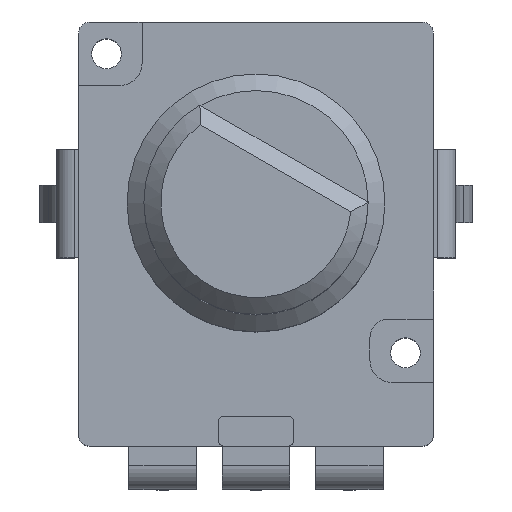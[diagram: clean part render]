
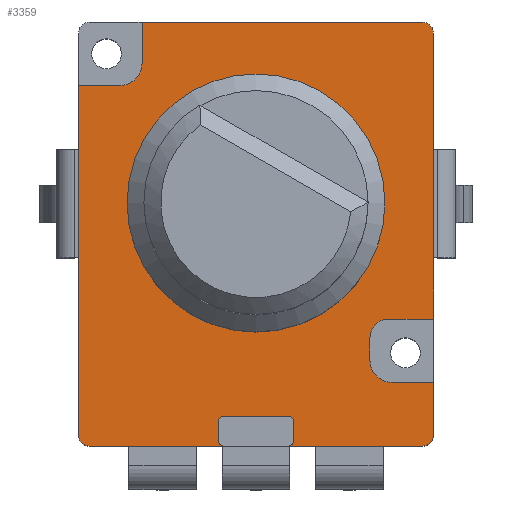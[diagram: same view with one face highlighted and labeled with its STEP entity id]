
A CAD part, top view. The second image highlights one B-rep face of the part: STEP entity #3359.
In plain terms, the highlighted planar face has unit normal (0, 0, 1).
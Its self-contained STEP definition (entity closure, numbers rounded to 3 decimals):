
#31=FACE_BOUND('',#438,.T.);
#56=PLANE('',#3588);
#251=FACE_OUTER_BOUND('',#437,.T.);
#437=EDGE_LOOP('',(#2447,#2448,#2449,#2450,#2451,#2452,#2453,#2454,#2455,
#2456,#2457,#2458,#2459,#2460,#2461,#2462,#2463,#2464,#2465,#2466,#2467,
#2468,#2469,#2470));
#438=EDGE_LOOP('',(#2471));
#607=LINE('',#4833,#993);
#612=LINE('',#4847,#998);
#616=LINE('',#4859,#1002);
#624=LINE('',#4888,#1010);
#627=LINE('',#4894,#1013);
#634=LINE('',#4917,#1020);
#638=LINE('',#4929,#1024);
#641=LINE('',#4935,#1027);
#647=LINE('',#4951,#1033);
#650=LINE('',#4957,#1036);
#654=LINE('',#4964,#1040);
#657=LINE('',#4978,#1043);
#658=LINE('',#4981,#1044);
#659=LINE('',#4984,#1045);
#993=VECTOR('',#3852,10.);
#998=VECTOR('',#3865,10.);
#1002=VECTOR('',#3877,10.);
#1010=VECTOR('',#3907,10.);
#1013=VECTOR('',#3912,10.);
#1020=VECTOR('',#3933,10.);
#1024=VECTOR('',#3945,10.);
#1027=VECTOR('',#3950,10.);
#1033=VECTOR('',#3966,10.);
#1036=VECTOR('',#3971,10.);
#1040=VECTOR('',#3975,10.);
#1043=VECTOR('',#3994,10.);
#1044=VECTOR('',#3997,10.);
#1045=VECTOR('',#4000,10.);
#1379=CIRCLE('',#3540,3.45);
#1380=CIRCLE('',#3544,0.15);
#1382=CIRCLE('',#3548,0.15);
#1384=CIRCLE('',#3552,0.15);
#1386=CIRCLE('',#3555,0.15);
#1388=CIRCLE('',#3559,0.6);
#1392=CIRCLE('',#3567,0.5);
#1394=CIRCLE('',#3571,0.6);
#1401=CIRCLE('',#3587,0.3);
#1402=CIRCLE('',#3589,0.3);
#1403=CIRCLE('',#3590,0.3);
#1493=VERTEX_POINT('',#4826);
#1494=VERTEX_POINT('',#4831);
#1495=VERTEX_POINT('',#4832);
#1498=VERTEX_POINT('',#4840);
#1500=VERTEX_POINT('',#4846);
#1502=VERTEX_POINT('',#4852);
#1504=VERTEX_POINT('',#4858);
#1506=VERTEX_POINT('',#4864);
#1508=VERTEX_POINT('',#4870);
#1510=VERTEX_POINT('',#4878);
#1511=VERTEX_POINT('',#4879);
#1514=VERTEX_POINT('',#4887);
#1516=VERTEX_POINT('',#4893);
#1521=VERTEX_POINT('',#4907);
#1522=VERTEX_POINT('',#4908);
#1525=VERTEX_POINT('',#4916);
#1527=VERTEX_POINT('',#4922);
#1529=VERTEX_POINT('',#4928);
#1531=VERTEX_POINT('',#4934);
#1536=VERTEX_POINT('',#4950);
#1538=VERTEX_POINT('',#4956);
#1541=VERTEX_POINT('',#4962);
#1544=VERTEX_POINT('',#4977);
#1545=VERTEX_POINT('',#4980);
#1546=VERTEX_POINT('',#4982);
#1828=EDGE_CURVE('',#1493,#1493,#1379,.T.);
#1829=EDGE_CURVE('',#1494,#1495,#607,.T.);
#1833=EDGE_CURVE('',#1495,#1498,#1380,.T.);
#1836=EDGE_CURVE('',#1498,#1500,#612,.T.);
#1839=EDGE_CURVE('',#1500,#1502,#1382,.T.);
#1842=EDGE_CURVE('',#1502,#1504,#616,.T.);
#1845=EDGE_CURVE('',#1504,#1506,#1384,.T.);
#1848=EDGE_CURVE('',#1508,#1494,#1386,.T.);
#1852=EDGE_CURVE('',#1510,#1511,#1388,.T.);
#1856=EDGE_CURVE('',#1514,#1510,#624,.T.);
#1859=EDGE_CURVE('',#1511,#1516,#627,.T.);
#1866=EDGE_CURVE('',#1521,#1522,#1392,.T.);
#1870=EDGE_CURVE('',#1525,#1521,#634,.T.);
#1873=EDGE_CURVE('',#1527,#1525,#1394,.T.);
#1876=EDGE_CURVE('',#1529,#1527,#638,.T.);
#1879=EDGE_CURVE('',#1522,#1531,#641,.T.);
#1887=EDGE_CURVE('',#1536,#1514,#647,.T.);
#1890=EDGE_CURVE('',#1538,#1529,#650,.T.);
#1894=EDGE_CURVE('',#1531,#1541,#654,.T.);
#1900=EDGE_CURVE('',#1536,#1541,#1401,.T.);
#1901=EDGE_CURVE('',#1506,#1544,#657,.T.);
#1902=EDGE_CURVE('',#1538,#1544,#1402,.T.);
#1903=EDGE_CURVE('',#1516,#1545,#658,.T.);
#1904=EDGE_CURVE('',#1546,#1545,#1403,.T.);
#1905=EDGE_CURVE('',#1546,#1508,#659,.T.);
#2447=ORIENTED_EDGE('',*,*,#1845,.T.);
#2448=ORIENTED_EDGE('',*,*,#1901,.T.);
#2449=ORIENTED_EDGE('',*,*,#1902,.F.);
#2450=ORIENTED_EDGE('',*,*,#1890,.T.);
#2451=ORIENTED_EDGE('',*,*,#1876,.T.);
#2452=ORIENTED_EDGE('',*,*,#1873,.T.);
#2453=ORIENTED_EDGE('',*,*,#1870,.T.);
#2454=ORIENTED_EDGE('',*,*,#1866,.T.);
#2455=ORIENTED_EDGE('',*,*,#1879,.T.);
#2456=ORIENTED_EDGE('',*,*,#1894,.T.);
#2457=ORIENTED_EDGE('',*,*,#1900,.F.);
#2458=ORIENTED_EDGE('',*,*,#1887,.T.);
#2459=ORIENTED_EDGE('',*,*,#1856,.T.);
#2460=ORIENTED_EDGE('',*,*,#1852,.T.);
#2461=ORIENTED_EDGE('',*,*,#1859,.T.);
#2462=ORIENTED_EDGE('',*,*,#1903,.T.);
#2463=ORIENTED_EDGE('',*,*,#1904,.F.);
#2464=ORIENTED_EDGE('',*,*,#1905,.T.);
#2465=ORIENTED_EDGE('',*,*,#1848,.T.);
#2466=ORIENTED_EDGE('',*,*,#1829,.T.);
#2467=ORIENTED_EDGE('',*,*,#1833,.T.);
#2468=ORIENTED_EDGE('',*,*,#1836,.T.);
#2469=ORIENTED_EDGE('',*,*,#1839,.T.);
#2470=ORIENTED_EDGE('',*,*,#1842,.T.);
#2471=ORIENTED_EDGE('',*,*,#1828,.F.);
#3359=ADVANCED_FACE('',(#251,#31),#56,.F.);
#3540=AXIS2_PLACEMENT_3D('',#4828,#3846,#3847);
#3544=AXIS2_PLACEMENT_3D('',#4841,#3858,#3859);
#3548=AXIS2_PLACEMENT_3D('',#4853,#3870,#3871);
#3552=AXIS2_PLACEMENT_3D('',#4865,#3882,#3883);
#3555=AXIS2_PLACEMENT_3D('',#4871,#3889,#3890);
#3559=AXIS2_PLACEMENT_3D('',#4880,#3899,#3900);
#3567=AXIS2_PLACEMENT_3D('',#4909,#3925,#3926);
#3571=AXIS2_PLACEMENT_3D('',#4923,#3938,#3939);
#3587=AXIS2_PLACEMENT_3D('',#4975,#3990,#3991);
#3588=AXIS2_PLACEMENT_3D('',#4976,#3992,#3993);
#3589=AXIS2_PLACEMENT_3D('',#4979,#3995,#3996);
#3590=AXIS2_PLACEMENT_3D('',#4983,#3998,#3999);
#3846=DIRECTION('center_axis',(0.,0.,1.));
#3847=DIRECTION('ref_axis',(1.,0.,0.));
#3852=DIRECTION('',(0.,1.,0.));
#3858=DIRECTION('center_axis',(0.,0.,-1.));
#3859=DIRECTION('ref_axis',(0.,1.,0.));
#3865=DIRECTION('',(1.,0.,0.));
#3870=DIRECTION('center_axis',(0.,0.,-1.));
#3871=DIRECTION('ref_axis',(1.,0.,0.));
#3877=DIRECTION('',(0.,-1.,0.));
#3882=DIRECTION('center_axis',(0.,0.,-1.));
#3883=DIRECTION('ref_axis',(0.,-1.,0.));
#3889=DIRECTION('center_axis',(0.,0.,-1.));
#3890=DIRECTION('ref_axis',(-1.,0.,0.));
#3899=DIRECTION('center_axis',(0.,0.,-1.));
#3900=DIRECTION('ref_axis',(0.,-1.,0.));
#3907=DIRECTION('',(0.,-1.,0.));
#3912=DIRECTION('',(-1.,0.,0.));
#3925=DIRECTION('center_axis',(0.,0.,-1.));
#3926=DIRECTION('ref_axis',(0.,1.,0.));
#3933=DIRECTION('',(0.,1.,0.));
#3938=DIRECTION('center_axis',(0.,0.,-1.));
#3939=DIRECTION('ref_axis',(-1.,0.,0.));
#3945=DIRECTION('',(-1.,0.,0.));
#3950=DIRECTION('',(1.,0.,0.));
#3966=DIRECTION('',(-1.,0.,0.));
#3971=DIRECTION('',(0.,1.,0.));
#3975=DIRECTION('',(0.,1.,0.));
#3990=DIRECTION('center_axis',(0.,0.,-1.));
#3991=DIRECTION('ref_axis',(0.707,0.707,0.));
#3992=DIRECTION('center_axis',(0.,0.,-1.));
#3993=DIRECTION('ref_axis',(-1.,0.,0.));
#3994=DIRECTION('',(1.,0.,0.));
#3995=DIRECTION('center_axis',(0.,0.,-1.));
#3996=DIRECTION('ref_axis',(0.707,-0.707,0.));
#3997=DIRECTION('',(0.,-1.,0.));
#3998=DIRECTION('center_axis',(0.,0.,-1.));
#3999=DIRECTION('ref_axis',(-0.707,-0.707,0.));
#4000=DIRECTION('',(1.,0.,0.));
#4826=CARTESIAN_POINT('',(-3.45,0.,0.));
#4828=CARTESIAN_POINT('Origin',(0.,0.,0.));
#4831=CARTESIAN_POINT('',(-1.,-6.35,0.));
#4832=CARTESIAN_POINT('',(-1.,-5.85,0.));
#4833=CARTESIAN_POINT('',(-1.,-3.338,0.));
#4840=CARTESIAN_POINT('',(-0.85,-5.7,0.));
#4841=CARTESIAN_POINT('Origin',(-0.85,-5.85,0.));
#4846=CARTESIAN_POINT('',(0.85,-5.7,0.));
#4847=CARTESIAN_POINT('',(0.425,-5.7,0.));
#4852=CARTESIAN_POINT('',(1.,-5.85,0.));
#4853=CARTESIAN_POINT('Origin',(0.85,-5.85,0.));
#4858=CARTESIAN_POINT('',(1.,-6.35,0.));
#4859=CARTESIAN_POINT('',(1.,-3.588,0.));
#4864=CARTESIAN_POINT('',(0.85,-6.5,0.));
#4865=CARTESIAN_POINT('Origin',(0.85,-6.35,0.));
#4870=CARTESIAN_POINT('',(-0.85,-6.5,0.));
#4871=CARTESIAN_POINT('Origin',(-0.85,-6.35,0.));
#4878=CARTESIAN_POINT('',(-3.05,3.75,0.));
#4879=CARTESIAN_POINT('',(-3.65,3.15,0.));
#4880=CARTESIAN_POINT('Origin',(-3.65,3.75,0.));
#4887=CARTESIAN_POINT('',(-3.05,4.85,0.));
#4888=CARTESIAN_POINT('',(-3.05,2.013,0.));
#4893=CARTESIAN_POINT('',(-4.75,3.15,0.));
#4894=CARTESIAN_POINT('',(-1.825,3.15,0.));
#4907=CARTESIAN_POINT('',(3.05,-3.6,0.));
#4908=CARTESIAN_POINT('',(3.55,-3.1,0.));
#4909=CARTESIAN_POINT('Origin',(3.55,-3.6,0.));
#4916=CARTESIAN_POINT('',(3.05,-4.2,0.));
#4917=CARTESIAN_POINT('',(3.05,-2.513,0.));
#4922=CARTESIAN_POINT('',(3.65,-4.8,0.));
#4923=CARTESIAN_POINT('Origin',(3.65,-4.2,0.));
#4928=CARTESIAN_POINT('',(4.75,-4.8,0.));
#4929=CARTESIAN_POINT('',(2.375,-4.8,0.));
#4934=CARTESIAN_POINT('',(4.75,-3.1,0.));
#4935=CARTESIAN_POINT('',(1.775,-3.1,0.));
#4950=CARTESIAN_POINT('',(4.45,4.85,0.));
#4951=CARTESIAN_POINT('',(4.75,4.85,0.));
#4956=CARTESIAN_POINT('',(4.75,-6.2,0.));
#4957=CARTESIAN_POINT('',(4.75,-6.5,0.));
#4962=CARTESIAN_POINT('',(4.75,4.55,0.));
#4964=CARTESIAN_POINT('',(4.75,-6.5,0.));
#4975=CARTESIAN_POINT('Origin',(4.45,4.55,0.));
#4976=CARTESIAN_POINT('Origin',(0.,-0.825,0.));
#4977=CARTESIAN_POINT('',(4.45,-6.5,0.));
#4978=CARTESIAN_POINT('',(-4.75,-6.5,0.));
#4979=CARTESIAN_POINT('Origin',(4.45,-6.2,0.));
#4980=CARTESIAN_POINT('',(-4.75,-6.2,0.));
#4981=CARTESIAN_POINT('',(-4.75,4.85,0.));
#4982=CARTESIAN_POINT('',(-4.45,-6.5,0.));
#4983=CARTESIAN_POINT('Origin',(-4.45,-6.2,0.));
#4984=CARTESIAN_POINT('',(-4.75,-6.5,0.));
